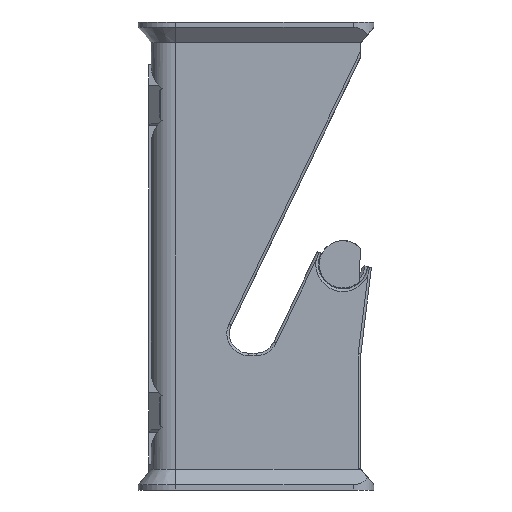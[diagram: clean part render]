
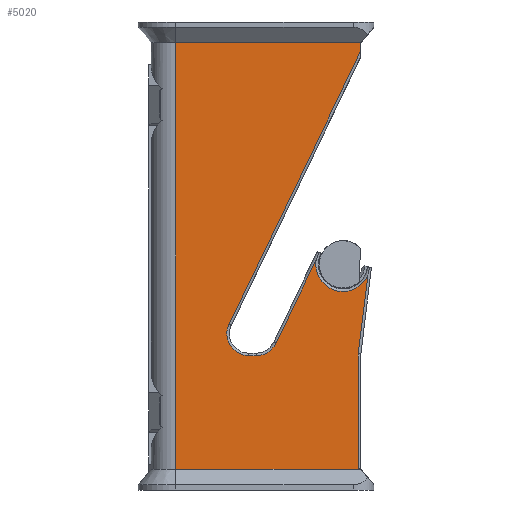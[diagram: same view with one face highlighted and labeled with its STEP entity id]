
A CAD part, left-side view. The second image highlights one B-rep face of the part: STEP entity #5020.
In plain terms, the highlighted planar face has unit normal (-1, 0, 0).
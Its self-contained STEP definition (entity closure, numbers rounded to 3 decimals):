
#210=PLANE('',#5381);
#535=FACE_OUTER_BOUND('',#832,.T.);
#832=EDGE_LOOP('',(#3484,#3485,#3486,#3487,#3488,#3489,#3490,#3491,#3492,
#3493,#3494,#3495));
#1130=CIRCLE('',#5379,10.525);
#1132=CIRCLE('',#5382,8.5);
#1133=CIRCLE('',#5383,8.5);
#1329=LINE('',#7646,#1732);
#1330=LINE('',#7650,#1733);
#1331=LINE('',#7654,#1734);
#1332=LINE('',#7655,#1735);
#1333=LINE('',#7657,#1736);
#1334=LINE('',#7659,#1737);
#1335=LINE('',#7661,#1738);
#1336=LINE('',#7663,#1739);
#1337=LINE('',#7664,#1740);
#1732=VECTOR('',#6021,10.);
#1733=VECTOR('',#6024,10.);
#1734=VECTOR('',#6027,10.);
#1735=VECTOR('',#6028,10.);
#1736=VECTOR('',#6029,10.);
#1737=VECTOR('',#6030,10.);
#1738=VECTOR('',#6031,10.);
#1739=VECTOR('',#6032,10.);
#1740=VECTOR('',#6033,10.);
#2116=VERTEX_POINT('',#7461);
#2157=VERTEX_POINT('',#7610);
#2158=VERTEX_POINT('',#7621);
#2161=VERTEX_POINT('',#7645);
#2162=VERTEX_POINT('',#7647);
#2163=VERTEX_POINT('',#7649);
#2164=VERTEX_POINT('',#7651);
#2165=VERTEX_POINT('',#7653);
#2166=VERTEX_POINT('',#7656);
#2167=VERTEX_POINT('',#7658);
#2168=VERTEX_POINT('',#7660);
#2169=VERTEX_POINT('',#7662);
#2666=EDGE_CURVE('',#2158,#2157,#1130,.T.);
#2670=EDGE_CURVE('',#2157,#2161,#1329,.T.);
#2671=EDGE_CURVE('',#2161,#2162,#1132,.T.);
#2672=EDGE_CURVE('',#2162,#2163,#1330,.T.);
#2673=EDGE_CURVE('',#2163,#2164,#1133,.T.);
#2674=EDGE_CURVE('',#2164,#2165,#1331,.T.);
#2675=EDGE_CURVE('',#2116,#2165,#1332,.T.);
#2676=EDGE_CURVE('',#2116,#2166,#1333,.T.);
#2677=EDGE_CURVE('',#2167,#2166,#1334,.T.);
#2678=EDGE_CURVE('',#2167,#2168,#1335,.T.);
#2679=EDGE_CURVE('',#2168,#2169,#1336,.T.);
#2680=EDGE_CURVE('',#2169,#2158,#1337,.T.);
#3484=ORIENTED_EDGE('',*,*,#2666,.T.);
#3485=ORIENTED_EDGE('',*,*,#2670,.T.);
#3486=ORIENTED_EDGE('',*,*,#2671,.T.);
#3487=ORIENTED_EDGE('',*,*,#2672,.T.);
#3488=ORIENTED_EDGE('',*,*,#2673,.T.);
#3489=ORIENTED_EDGE('',*,*,#2674,.T.);
#3490=ORIENTED_EDGE('',*,*,#2675,.F.);
#3491=ORIENTED_EDGE('',*,*,#2676,.T.);
#3492=ORIENTED_EDGE('',*,*,#2677,.F.);
#3493=ORIENTED_EDGE('',*,*,#2678,.T.);
#3494=ORIENTED_EDGE('',*,*,#2679,.T.);
#3495=ORIENTED_EDGE('',*,*,#2680,.T.);
#5020=ADVANCED_FACE('',(#535),#210,.T.);
#5379=AXIS2_PLACEMENT_3D('',#7622,#6015,#6016);
#5381=AXIS2_PLACEMENT_3D('',#7644,#6019,#6020);
#5382=AXIS2_PLACEMENT_3D('',#7648,#6022,#6023);
#5383=AXIS2_PLACEMENT_3D('',#7652,#6025,#6026);
#6015=DIRECTION('center_axis',(1.,0.,0.));
#6016=DIRECTION('ref_axis',(0.,0.282,-0.959));
#6019=DIRECTION('center_axis',(-1.,0.,0.));
#6020=DIRECTION('ref_axis',(0.,1.,0.));
#6021=DIRECTION('',(0.,0.435,-0.901));
#6022=DIRECTION('center_axis',(1.,0.,0.));
#6023=DIRECTION('ref_axis',(0.,-0.532,-0.847));
#6024=DIRECTION('',(0.,1.,0.));
#6025=DIRECTION('center_axis',(1.,0.,0.));
#6026=DIRECTION('ref_axis',(0.,0.847,-0.532));
#6027=DIRECTION('',(0.,-0.435,0.901));
#6028=DIRECTION('',(0.,0.,-1.));
#6029=DIRECTION('',(0.,1.,0.));
#6030=DIRECTION('',(0.,0.,1.));
#6031=DIRECTION('',(0.,-1.,0.));
#6032=DIRECTION('',(0.,0.,1.));
#6033=DIRECTION('',(0.,-0.123,0.992));
#7461=CARTESIAN_POINT('',(9.5,0.,1.5));
#7610=CARTESIAN_POINT('',(9.5,17.319,-82.604));
#7621=CARTESIAN_POINT('',(9.5,-2.734,-88.509));
#7622=CARTESIAN_POINT('Origin',(9.5,6.943,-84.371));
#7644=CARTESIAN_POINT('Origin',(9.5,0.,
0.));
#7645=CARTESIAN_POINT('',(9.5,32.928,-114.945));
#7646=CARTESIAN_POINT('',(9.5,-1.119,-44.401));
#7647=CARTESIAN_POINT('',(9.5,40.583,-119.75));
#7648=CARTESIAN_POINT('Origin',(9.5,40.583,-111.25));
#7649=CARTESIAN_POINT('',(9.5,43.435,-119.75));
#7650=CARTESIAN_POINT('',(9.5,17.938,-119.75));
#7651=CARTESIAN_POINT('',(9.5,51.09,-107.555));
#7652=CARTESIAN_POINT('Origin',(9.5,43.435,-111.25));
#7653=CARTESIAN_POINT('',(9.5,0.,-1.699));
#7654=CARTESIAN_POINT('',(9.5,0.118,-1.943));
#7655=CARTESIAN_POINT('',(9.5,0.,0.));
#7656=CARTESIAN_POINT('',(9.5,71.75,1.5));
#7657=CARTESIAN_POINT('',(9.5,86.75,1.5));
#7658=CARTESIAN_POINT('',(9.5,71.75,-163.75));
#7659=CARTESIAN_POINT('',(9.5,71.75,-163.75));
#7660=CARTESIAN_POINT('',(9.5,1.,-163.75));
#7661=CARTESIAN_POINT('',(9.5,86.75,-163.75));
#7662=CARTESIAN_POINT('',(9.5,1.,-118.688));
#7663=CARTESIAN_POINT('',(9.5,1.,-81.875));
#7664=CARTESIAN_POINT('',(9.5,-6.244,-60.148));
